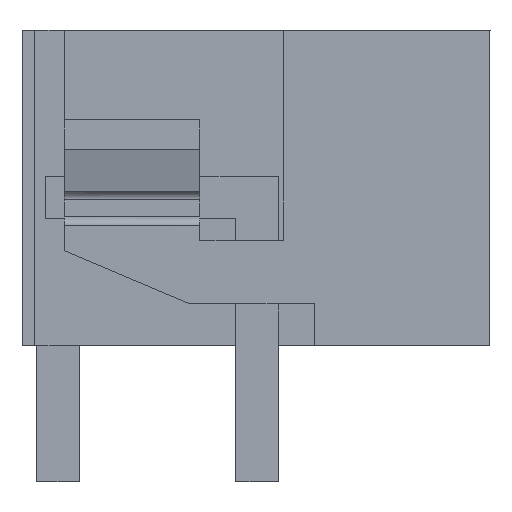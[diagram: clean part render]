
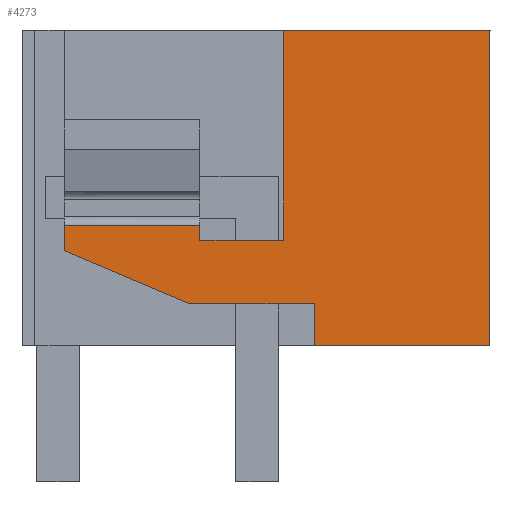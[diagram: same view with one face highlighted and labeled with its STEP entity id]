
A CAD part, left-side view. The second image highlights one B-rep face of the part: STEP entity #4273.
In plain terms, the highlighted planar face has unit normal (-1, 0, 0).
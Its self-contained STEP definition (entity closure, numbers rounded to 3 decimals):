
#4204=AXIS2_PLACEMENT_3D('Plane Axis2P3D',#4201,#4202,#4203) ;
#88=CARTESIAN_POINT('Vertex',(0.,0.,3.2)) ;
#93=CARTESIAN_POINT('Line Origine',(0.,2.075,3.2)) ;
#97=CARTESIAN_POINT('Vertex',(0.,4.15,3.2)) ;
#1488=CARTESIAN_POINT('Vertex',(0.,4.875,10.65)) ;
#1491=CARTESIAN_POINT('Line Origine',(0.,2.437,10.65)) ;
#1495=CARTESIAN_POINT('Vertex',(0.,0.,10.65)) ;
#4097=CARTESIAN_POINT('Line Origine',(0.,0.,6.925)) ;
#4201=CARTESIAN_POINT('Axis2P3D Location',(0.,11.05,0.)) ;
#4206=CARTESIAN_POINT('Line Origine',(0.,4.875,8.175)) ;
#4210=CARTESIAN_POINT('Vertex',(0.,4.875,5.7)) ;
#4213=CARTESIAN_POINT('Line Origine',(0.,5.863,5.7)) ;
#4217=CARTESIAN_POINT('Vertex',(0.,6.85,5.7)) ;
#4220=CARTESIAN_POINT('Line Origine',(0.,6.85,5.875)) ;
#4224=CARTESIAN_POINT('Vertex',(0.,6.85,6.05)) ;
#4227=CARTESIAN_POINT('Line Origine',(0.,8.45,6.05)) ;
#4231=CARTESIAN_POINT('Vertex',(0.,10.05,6.05)) ;
#4234=CARTESIAN_POINT('Line Origine',(0.,10.05,5.75)) ;
#4238=CARTESIAN_POINT('Vertex',(0.,10.05,5.45)) ;
#4241=CARTESIAN_POINT('Line Origine',(0.,8.571,4.823)) ;
#4245=CARTESIAN_POINT('Vertex',(0.,7.092,4.197)) ;
#4248=CARTESIAN_POINT('Line Origine',(0.,5.621,4.197)) ;
#4252=CARTESIAN_POINT('Vertex',(0.,4.15,4.197)) ;
#4255=CARTESIAN_POINT('Line Origine',(0.,4.15,3.698)) ;
#94=DIRECTION('Vector Direction',(0.,1.,0.)) ;
#1492=DIRECTION('Vector Direction',(0.,-1.,0.)) ;
#4098=DIRECTION('Vector Direction',(0.,0.,-1.)) ;
#4202=DIRECTION('Axis2P3D Direction',(-1.,0.,0.)) ;
#4203=DIRECTION('Axis2P3D XDirection',(0.,-1.,0.)) ;
#4207=DIRECTION('Vector Direction',(0.,0.,1.)) ;
#4214=DIRECTION('Vector Direction',(0.,1.,0.)) ;
#4221=DIRECTION('Vector Direction',(0.,0.,1.)) ;
#4228=DIRECTION('Vector Direction',(0.,-1.,0.)) ;
#4235=DIRECTION('Vector Direction',(0.,0.,-1.)) ;
#4242=DIRECTION('Vector Direction',(0.,0.921,0.39)) ;
#4249=DIRECTION('Vector Direction',(0.,-1.,0.)) ;
#4256=DIRECTION('Vector Direction',(0.,0.,-1.)) ;
#95=VECTOR('Line Direction',#94,1.) ;
#1493=VECTOR('Line Direction',#1492,1.) ;
#4099=VECTOR('Line Direction',#4098,1.) ;
#4208=VECTOR('Line Direction',#4207,1.) ;
#4215=VECTOR('Line Direction',#4214,1.) ;
#4222=VECTOR('Line Direction',#4221,1.) ;
#4229=VECTOR('Line Direction',#4228,1.) ;
#4236=VECTOR('Line Direction',#4235,1.) ;
#4243=VECTOR('Line Direction',#4242,1.) ;
#4250=VECTOR('Line Direction',#4249,1.) ;
#4257=VECTOR('Line Direction',#4256,1.) ;
#4261=ORIENTED_EDGE('',*,*,#99,.T.) ;
#4262=ORIENTED_EDGE('',*,*,#4101,.T.) ;
#4263=ORIENTED_EDGE('',*,*,#1497,.T.) ;
#4264=ORIENTED_EDGE('',*,*,#4212,.T.) ;
#4265=ORIENTED_EDGE('',*,*,#4219,.T.) ;
#4266=ORIENTED_EDGE('',*,*,#4226,.T.) ;
#4267=ORIENTED_EDGE('',*,*,#4233,.F.) ;
#4268=ORIENTED_EDGE('',*,*,#4240,.T.) ;
#4269=ORIENTED_EDGE('',*,*,#4247,.T.) ;
#4270=ORIENTED_EDGE('',*,*,#4254,.T.) ;
#4271=ORIENTED_EDGE('',*,*,#4259,.T.) ;
#4273=ADVANCED_FACE('HOUSING',(#4272),#4205,.T.) ;
#99=EDGE_CURVE('',#98,#89,#96,.F.) ;
#1497=EDGE_CURVE('',#1496,#1489,#1494,.F.) ;
#4101=EDGE_CURVE('',#89,#1496,#4100,.F.) ;
#4212=EDGE_CURVE('',#1489,#4211,#4209,.F.) ;
#4219=EDGE_CURVE('',#4211,#4218,#4216,.T.) ;
#4226=EDGE_CURVE('',#4218,#4225,#4223,.T.) ;
#4233=EDGE_CURVE('',#4232,#4225,#4230,.T.) ;
#4240=EDGE_CURVE('',#4232,#4239,#4237,.T.) ;
#4247=EDGE_CURVE('',#4239,#4246,#4244,.F.) ;
#4254=EDGE_CURVE('',#4246,#4253,#4251,.T.) ;
#4259=EDGE_CURVE('',#4253,#98,#4258,.T.) ;
#4260=EDGE_LOOP('',(#4261,#4262,#4263,#4264,#4265,#4266,#4267,#4268,#4269,#4270,#4271)) ;
#4272=FACE_OUTER_BOUND('',#4260,.T.) ;
#96=LINE('Line',#93,#95) ;
#1494=LINE('Line',#1491,#1493) ;
#4100=LINE('Line',#4097,#4099) ;
#4209=LINE('Line',#4206,#4208) ;
#4216=LINE('Line',#4213,#4215) ;
#4223=LINE('Line',#4220,#4222) ;
#4230=LINE('Line',#4227,#4229) ;
#4237=LINE('Line',#4234,#4236) ;
#4244=LINE('Line',#4241,#4243) ;
#4251=LINE('Line',#4248,#4250) ;
#4258=LINE('Line',#4255,#4257) ;
#4205=PLANE('',#4204) ;
#89=VERTEX_POINT('',#88) ;
#98=VERTEX_POINT('',#97) ;
#1489=VERTEX_POINT('',#1488) ;
#1496=VERTEX_POINT('',#1495) ;
#4211=VERTEX_POINT('',#4210) ;
#4218=VERTEX_POINT('',#4217) ;
#4225=VERTEX_POINT('',#4224) ;
#4232=VERTEX_POINT('',#4231) ;
#4239=VERTEX_POINT('',#4238) ;
#4246=VERTEX_POINT('',#4245) ;
#4253=VERTEX_POINT('',#4252) ;
